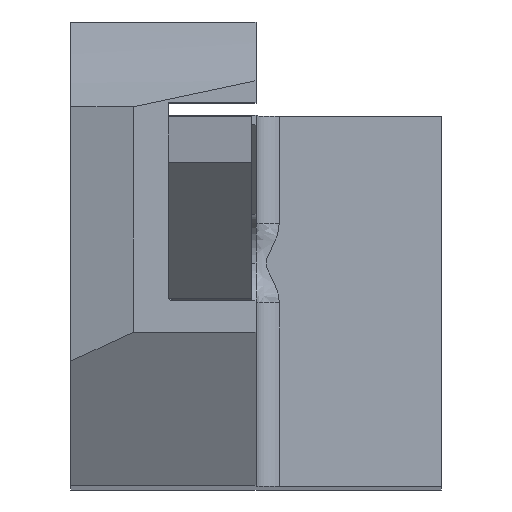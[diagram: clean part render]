
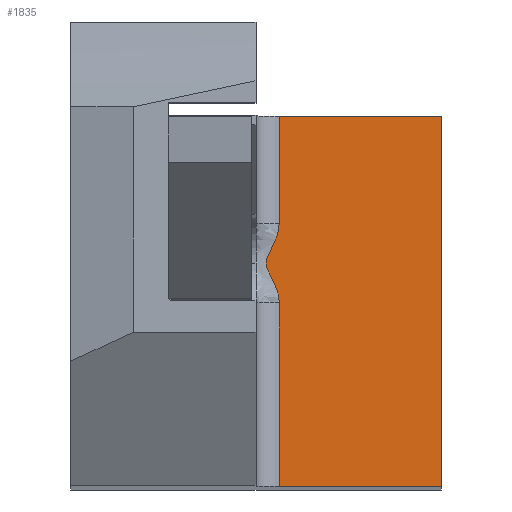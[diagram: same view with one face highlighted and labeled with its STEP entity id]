
A CAD part, top view. The second image highlights one B-rep face of the part: STEP entity #1835.
In plain terms, the highlighted planar face has unit normal (0, 0, 1).
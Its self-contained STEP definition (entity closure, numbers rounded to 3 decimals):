
#32 = CARTESIAN_POINT ( 'NONE',  ( 8.714, 10.365, -37. ) ) ;
#53 = CARTESIAN_POINT ( 'NONE',  ( 8.894, 8.53, -37. ) ) ;
#82 = AXIS2_PLACEMENT_3D ( 'NONE', #5473, #4057, #1150 ) ;
#243 = CARTESIAN_POINT ( 'NONE',  ( 9., 11.373, -37. ) ) ;
#258 = LINE ( 'NONE', #4166, #5243 ) ;
#498 = CARTESIAN_POINT ( 'NONE',  ( 8.539, 10.029, -37. ) ) ;
#507 = VERTEX_POINT ( 'NONE', #3425 ) ;
#520 = CARTESIAN_POINT ( 'NONE',  ( 9., 8.082, -37. ) ) ;
#668 = PLANE ( 'NONE',  #82 ) ;
#778 = ORIENTED_EDGE ( 'NONE', *, *, #4088, .F. ) ;
#894 = ORIENTED_EDGE ( 'NONE', *, *, #5000, .T. ) ;
#997 = CARTESIAN_POINT ( 'NONE',  ( 8.457, 9.819, -37. ) ) ;
#1150 = DIRECTION ( 'NONE',  ( -1., 0., 0. ) ) ;
#1286 = ORIENTED_EDGE ( 'NONE', *, *, #1351, .T. ) ;
#1306 = CARTESIAN_POINT ( 'NONE',  ( 16., 0., -37. ) ) ;
#1351 = EDGE_CURVE ( 'NONE', #4244, #507, #6186, .T. ) ;
#1432 = B_SPLINE_CURVE_WITH_KNOTS ( 'NONE', 3,
 ( #1962, #4846, #2926, #32, #3415, #498, #3902, #997, #4385, #1479, #4869, #1980, #5346, #2451, #5836, #2948, #53, #3438, #520, #3922 ),
 .UNSPECIFIED., .F., .F.,
 ( 4, 2, 2, 2, 2, 2, 2, 2, 2, 4 ),
 ( 0., 0.001, 0.001, 0.002, 0.002, 0.002, 0.002, 0.003, 0.003, 0.004 ),
 .UNSPECIFIED. ) ;
#1479 = CARTESIAN_POINT ( 'NONE',  ( 8.434, 9.589, -37. ) ) ;
#1482 = VECTOR ( 'NONE', #2983, 1000. ) ;
#1658 = DIRECTION ( 'NONE',  ( -1., 0., 0. ) ) ;
#1677 = CARTESIAN_POINT ( 'NONE',  ( 9., 16., -37. ) ) ;
#1835 = ADVANCED_FACE ( 'NONE', ( #2539 ), #668, .F. ) ;
#1962 = CARTESIAN_POINT ( 'NONE',  ( 9., 11.373, -37. ) ) ;
#1980 = CARTESIAN_POINT ( 'NONE',  ( 8.496, 9.364, -37. ) ) ;
#2451 = CARTESIAN_POINT ( 'NONE',  ( 8.63, 9.087, -37. ) ) ;
#2539 = FACE_OUTER_BOUND ( 'NONE', #5573, .T. ) ;
#2736 = VERTEX_POINT ( 'NONE', #1306 ) ;
#2745 = CARTESIAN_POINT ( 'NONE',  ( 9., 0., -37. ) ) ;
#2765 = LINE ( 'NONE', #4401, #1482 ) ;
#2926 = CARTESIAN_POINT ( 'NONE',  ( 8.906, 10.776, -37. ) ) ;
#2948 = CARTESIAN_POINT ( 'NONE',  ( 8.837, 8.673, -37. ) ) ;
#2983 = DIRECTION ( 'NONE',  ( 0., -1., 0. ) ) ;
#3110 = ORIENTED_EDGE ( 'NONE', *, *, #4190, .F. ) ;
#3221 = DIRECTION ( 'NONE',  ( 0., -1., 0. ) ) ;
#3268 = ORIENTED_EDGE ( 'NONE', *, *, #5010, .T. ) ;
#3415 = CARTESIAN_POINT ( 'NONE',  ( 8.641, 10.232, -37. ) ) ;
#3425 = CARTESIAN_POINT ( 'NONE',  ( 9., 0., -37. ) ) ;
#3438 = CARTESIAN_POINT ( 'NONE',  ( 8.976, 8.235, -37. ) ) ;
#3520 = LINE ( 'NONE', #2745, #6085 ) ;
#3902 = CARTESIAN_POINT ( 'NONE',  ( 8.507, 9.961, -37. ) ) ;
#3922 = CARTESIAN_POINT ( 'NONE',  ( 9., 7.927, -37. ) ) ;
#4057 = DIRECTION ( 'NONE',  ( 0., 0., -1. ) ) ;
#4088 = EDGE_CURVE ( 'NONE', #4492, #2736, #2765, .T. ) ;
#4166 = CARTESIAN_POINT ( 'NONE',  ( 16., 16., -37. ) ) ;
#4190 = EDGE_CURVE ( 'NONE', #2736, #507, #5634, .T. ) ;
#4205 = VERTEX_POINT ( 'NONE', #1677 ) ;
#4244 = VERTEX_POINT ( 'NONE', #6041 ) ;
#4385 = CARTESIAN_POINT ( 'NONE',  ( 8.438, 9.743, -37. ) ) ;
#4401 = CARTESIAN_POINT ( 'NONE',  ( 16., 0., -37. ) ) ;
#4492 = VERTEX_POINT ( 'NONE', #6234 ) ;
#4846 = CARTESIAN_POINT ( 'NONE',  ( 9., 11.068, -37. ) ) ;
#4869 = CARTESIAN_POINT ( 'NONE',  ( 8.448, 9.512, -37. ) ) ;
#4895 = VECTOR ( 'NONE', #3221, 1000. ) ;
#4902 = VERTEX_POINT ( 'NONE', #243 ) ;
#5000 = EDGE_CURVE ( 'NONE', #4492, #4205, #258, .T. ) ;
#5010 = EDGE_CURVE ( 'NONE', #4205, #4902, #3520, .T. ) ;
#5032 = CARTESIAN_POINT ( 'NONE',  ( 16., 0., -37. ) ) ;
#5147 = DIRECTION ( 'NONE',  ( -1., 0., 0. ) ) ;
#5243 = VECTOR ( 'NONE', #5147, 1000. ) ;
#5346 = CARTESIAN_POINT ( 'NONE',  ( 8.528, 9.294, -37. ) ) ;
#5473 = CARTESIAN_POINT ( 'NONE',  ( 16., 0., -37. ) ) ;
#5480 = VECTOR ( 'NONE', #1658, 1000. ) ;
#5545 = ORIENTED_EDGE ( 'NONE', *, *, #6178, .T. ) ;
#5573 = EDGE_LOOP ( 'NONE', ( #894, #3268, #5545, #1286, #3110, #778 ) ) ;
#5634 = LINE ( 'NONE', #5032, #5480 ) ;
#5836 = CARTESIAN_POINT ( 'NONE',  ( 8.705, 8.952, -37. ) ) ;
#6041 = CARTESIAN_POINT ( 'NONE',  ( 9., 7.927, -37. ) ) ;
#6045 = CARTESIAN_POINT ( 'NONE',  ( 9., 0., -37. ) ) ;
#6085 = VECTOR ( 'NONE', #6142, 1000. ) ;
#6142 = DIRECTION ( 'NONE',  ( 0., -1., 0. ) ) ;
#6178 = EDGE_CURVE ( 'NONE', #4902, #4244, #1432, .T. ) ;
#6186 = LINE ( 'NONE', #6045, #4895 ) ;
#6234 = CARTESIAN_POINT ( 'NONE',  ( 16., 16., -37. ) ) ;
